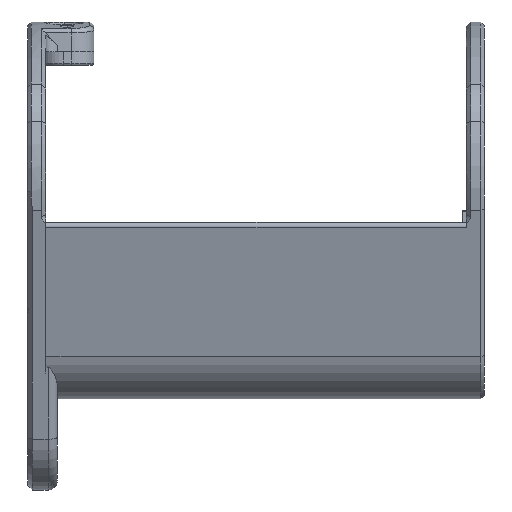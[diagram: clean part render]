
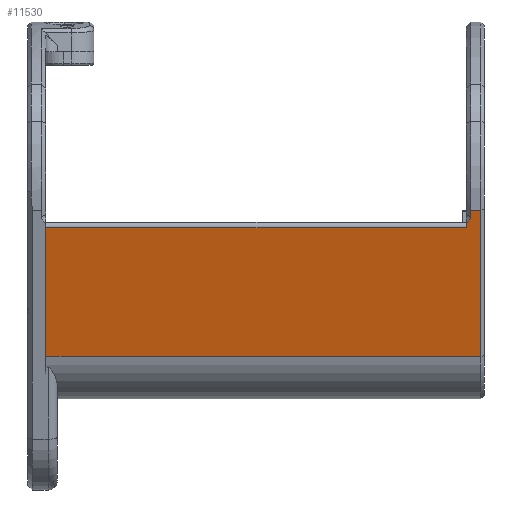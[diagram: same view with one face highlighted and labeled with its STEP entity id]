
A CAD part, left-side view. The second image highlights one B-rep face of the part: STEP entity #11530.
In plain terms, the highlighted planar face has unit normal (-0.966, 0, -0.259).
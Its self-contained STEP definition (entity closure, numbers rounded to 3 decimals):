
#344 = DIRECTION ( 'NONE',  ( 0.259, 0., -0.966 ) ) ;
#372 = VERTEX_POINT ( 'NONE', #5988 ) ;
#1081 = LINE ( 'NONE', #11089, #11274 ) ;
#1087 = CARTESIAN_POINT ( 'NONE',  ( -115.2, 8., -17.47 ) ) ;
#1784 = PLANE ( 'NONE',  #17014 ) ;
#1864 = EDGE_CURVE ( 'NONE', #26004, #26505, #11304, .T. ) ;
#2208 = CARTESIAN_POINT ( 'NONE',  ( -113.63, 8., -23.331 ) ) ;
#2745 = CARTESIAN_POINT ( 'NONE',  ( -98.051, 8., -81.47 ) ) ;
#2936 = ORIENTED_EDGE ( 'NONE', *, *, #16176, .T. ) ;
#2937 = CARTESIAN_POINT ( 'NONE',  ( -115.2, 6., -17.47 ) ) ;
#3044 = CARTESIAN_POINT ( 'NONE',  ( -98.051, 1.5, -81.47 ) ) ;
#3211 = CARTESIAN_POINT ( 'NONE',  ( -114.024, 6.698, -21.86 ) ) ;
#3789 = CARTESIAN_POINT ( 'NONE',  ( -115.2, 1.5, -17.47 ) ) ;
#4211 = FACE_OUTER_BOUND ( 'NONE', #20693, .T. ) ;
#5168 = LINE ( 'NONE', #2745, #16403 ) ;
#5589 = CARTESIAN_POINT ( 'NONE',  ( -115.2, 6., -17.47 ) ) ;
#5648 = CARTESIAN_POINT ( 'NONE',  ( -113.63, 8., -23.331 ) ) ;
#5988 = CARTESIAN_POINT ( 'NONE',  ( -114.346, 6., -20.656 ) ) ;
#6179 = VECTOR ( 'NONE', #23103, 1000. ) ;
#7595 = CARTESIAN_POINT ( 'NONE',  ( -113.739, 7.614, -22.923 ) ) ;
#9215 = DIRECTION ( 'NONE',  ( 0.966, 0., 0.259 ) ) ;
#9877 = DIRECTION ( 'NONE',  ( 0., -1., 0. ) ) ;
#9948 = CARTESIAN_POINT ( 'NONE',  ( -115.2, 8., -17.47 ) ) ;
#10215 = VERTEX_POINT ( 'NONE', #21530 ) ;
#10355 = VERTEX_POINT ( 'NONE', #3044 ) ;
#11089 = CARTESIAN_POINT ( 'NONE',  ( -113.137, 192., -25.169 ) ) ;
#11274 = VECTOR ( 'NONE', #25883, 1000. ) ;
#11304 = LINE ( 'NONE', #28817, #30860 ) ;
#11530 = ADVANCED_FACE ( 'NONE', ( #4211 ), #1784, .F. ) ;
#11829 = VERTEX_POINT ( 'NONE', #5589 ) ;
#11866 = DIRECTION ( 'NONE',  ( -0.259, 0., 0.966 ) ) ;
#12601 = EDGE_CURVE ( 'NONE', #372, #29112, #28537, .T. ) ;
#12611 = CARTESIAN_POINT ( 'NONE',  ( -113.85, 7.234, -22.51 ) ) ;
#13296 = EDGE_CURVE ( 'NONE', #10215, #29112, #27146, .T. ) ;
#13959 = VECTOR ( 'NONE', #344, 1000. ) ;
#14585 = ORIENTED_EDGE ( 'NONE', *, *, #12601, .T. ) ;
#15611 = ORIENTED_EDGE ( 'NONE', *, *, #31429, .T. ) ;
#16176 = EDGE_CURVE ( 'NONE', #10355, #29305, #24376, .T. ) ;
#16403 = VECTOR ( 'NONE', #9877, 1000. ) ;
#17014 = AXIS2_PLACEMENT_3D ( 'NONE', #31432, #9215, #31602 ) ;
#17476 = CARTESIAN_POINT ( 'NONE',  ( -114.209, 6.222, -21.168 ) ) ;
#18770 = DIRECTION ( 'NONE',  ( -0.259, 0., 0.966 ) ) ;
#19827 = DIRECTION ( 'NONE',  ( -0.259, 0., 0.966 ) ) ;
#19908 = CARTESIAN_POINT ( 'NONE',  ( -114.276, 6.094, -20.92 ) ) ;
#20382 = CARTESIAN_POINT ( 'NONE',  ( -114.177, 6.294, -21.287 ) ) ;
#20693 = EDGE_LOOP ( 'NONE', ( #15611, #2936, #31279, #25281, #14585, #26461, #22798, #21660 ) ) ;
#21530 = CARTESIAN_POINT ( 'NONE',  ( -113.137, 8., -25.169 ) ) ;
#21660 = ORIENTED_EDGE ( 'NONE', *, *, #1864, .F. ) ;
#22541 = VECTOR ( 'NONE', #19827, 1000. ) ;
#22719 = LINE ( 'NONE', #2937, #13959 ) ;
#22798 = ORIENTED_EDGE ( 'NONE', *, *, #26233, .F. ) ;
#23103 = DIRECTION ( 'NONE',  ( 0., -1., 0. ) ) ;
#23293 = LINE ( 'NONE', #1087, #6179 ) ;
#23843 = VECTOR ( 'NONE', #11866, 1000. ) ;
#24376 = LINE ( 'NONE', #28909, #23843 ) ;
#25281 = ORIENTED_EDGE ( 'NONE', *, *, #28032, .T. ) ;
#25435 = CARTESIAN_POINT ( 'NONE',  ( -114.346, 6., -20.656 ) ) ;
#25883 = DIRECTION ( 'NONE',  ( 0., -1., 0. ) ) ;
#26004 = VERTEX_POINT ( 'NONE', #31398 ) ;
#26233 = EDGE_CURVE ( 'NONE', #26505, #10215, #1081, .T. ) ;
#26461 = ORIENTED_EDGE ( 'NONE', *, *, #13296, .F. ) ;
#26505 = VERTEX_POINT ( 'NONE', #27144 ) ;
#27144 = CARTESIAN_POINT ( 'NONE',  ( -113.137, 192., -25.169 ) ) ;
#27146 = LINE ( 'NONE', #9948, #22541 ) ;
#27232 = EDGE_CURVE ( 'NONE', #11829, #29305, #23293, .T. ) ;
#27865 = CARTESIAN_POINT ( 'NONE',  ( -114.31, 6.039, -20.79 ) ) ;
#28032 = EDGE_CURVE ( 'NONE', #11829, #372, #22719, .T. ) ;
#28537 = B_SPLINE_CURVE_WITH_KNOTS ( 'NONE', 3,
 ( #25435, #27865, #19908, #17476, #20382, #29979, #3211, #12611, #7595, #5648 ),
 .UNSPECIFIED., .F., .F.,
 ( 4, 2, 2, 2, 4 ),
 ( 0.006, 0.006, 0.007, 0.007, 0.009 ),
 .UNSPECIFIED. ) ;
#28817 = CARTESIAN_POINT ( 'NONE',  ( -98.051, 192., -81.47 ) ) ;
#28909 = CARTESIAN_POINT ( 'NONE',  ( -115.2, 1.5, -17.47 ) ) ;
#29112 = VERTEX_POINT ( 'NONE', #2208 ) ;
#29305 = VERTEX_POINT ( 'NONE', #3789 ) ;
#29979 = CARTESIAN_POINT ( 'NONE',  ( -114.084, 6.525, -21.637 ) ) ;
#30860 = VECTOR ( 'NONE', #18770, 1000. ) ;
#31279 = ORIENTED_EDGE ( 'NONE', *, *, #27232, .F. ) ;
#31398 = CARTESIAN_POINT ( 'NONE',  ( -98.051, 192., -81.47 ) ) ;
#31429 = EDGE_CURVE ( 'NONE', #26004, #10355, #5168, .T. ) ;
#31432 = CARTESIAN_POINT ( 'NONE',  ( -115.2, 8., -17.47 ) ) ;
#31602 = DIRECTION ( 'NONE',  ( 0.259, 0., -0.966 ) ) ;
